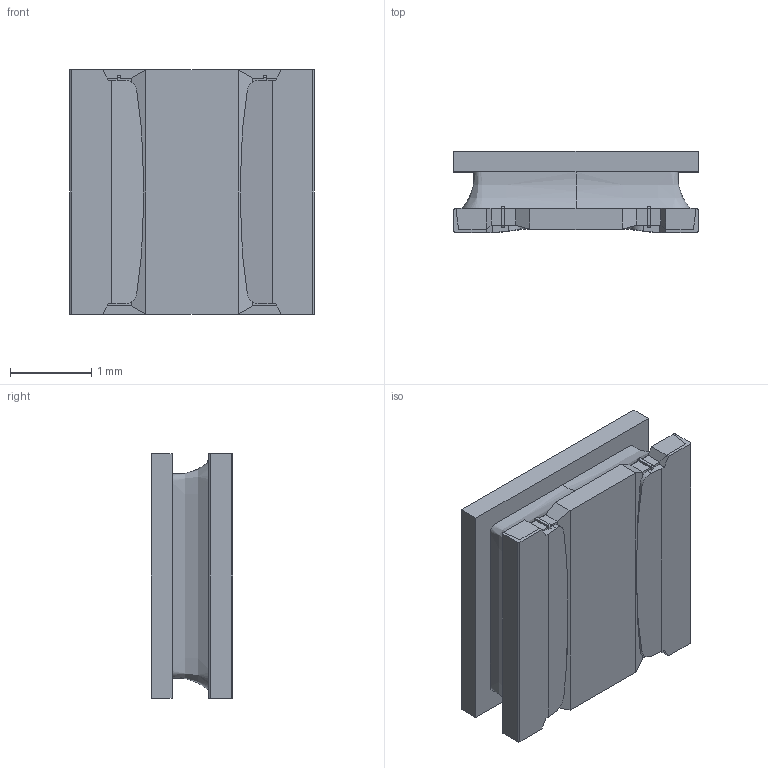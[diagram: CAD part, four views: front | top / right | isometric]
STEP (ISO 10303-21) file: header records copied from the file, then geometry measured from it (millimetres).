
FILE_DESCRIPTION (( 'STEP AP214' ), '1' );
FILE_NAME ('LQH3NPN220MGRL.STEP', '2020-01-28T03:49:12', ( '' ), ( '' ), 'SwSTEP 2.0', 'SolidWorks 2017', '' );
FILE_SCHEMA (( 'AUTOMOTIVE_DESIGN' ));
Length unit declared in the file: millimetre
Products named in the file (1): LQH3NPN220MGRL
Bounding box: 3 x 1 x 3 mm (x, y, z)
Volume: 7.7 mm3; surface area: 73.9 mm2
Topology: 7 solids, 7 shells, 102 faces, 264 edges, 176 vertices
Faces by surface type: plane 84, cylinder 16, bspline 2
Entity records: 3845 total; most frequent: CARTESIAN_POINT 1307, ORIENTED_EDGE 528, DIRECTION 465, EDGE_CURVE 264, VECTOR 209, LINE 209, VERTEX_POINT 176, AXIS2_PLACEMENT_3D 128
